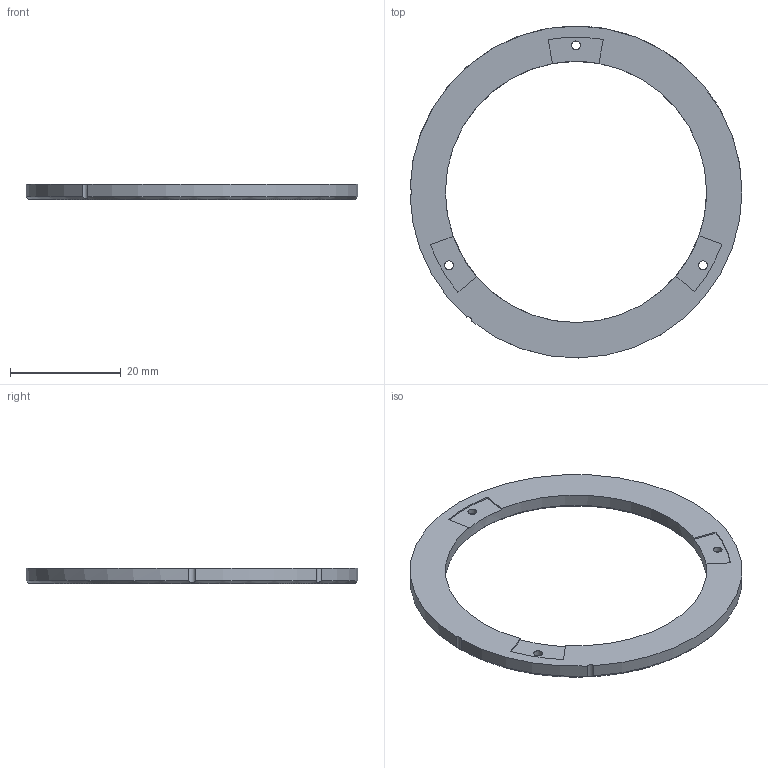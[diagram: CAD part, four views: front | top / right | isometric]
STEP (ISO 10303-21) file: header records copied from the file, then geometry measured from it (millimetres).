
FILE_DESCRIPTION(('HOOPS Exchange Step'),'2;1');
FILE_NAME('temp_export','2023-06-13T19:32:00-04:00',('gmoua'),('Shapr3D Limited'),'HOOPS Exchange 2022.2','Shapr3D','Authorized');
FILE_SCHEMA( ('AUTOMOTIVE_DESIGN { 1 0 10303 214 1 1 1 1 }') );
Length unit declared in the file: millimetre
Products named in the file (1): E Mount Cap
Bounding box: 59.99 x 60 x 2.75 mm (x, y, z)
Volume: 2791.5 mm3; surface area: 3033.2 mm2
Topology: 1 solids, 1 shells, 38 faces, 115 edges, 78 vertices
Faces by surface type: plane 18, cylinder 14, cone 6
Full cylindrical faces by diameter (mm): 1.6 x3, 47.2 x1
Entity records: 1496 total; most frequent: CARTESIAN_POINT 349, DIRECTION 243, ORIENTED_EDGE 230, EDGE_CURVE 115, AXIS2_PLACEMENT_3D 98, VERTEX_POINT 78, CIRCLE 59, VECTOR 47
